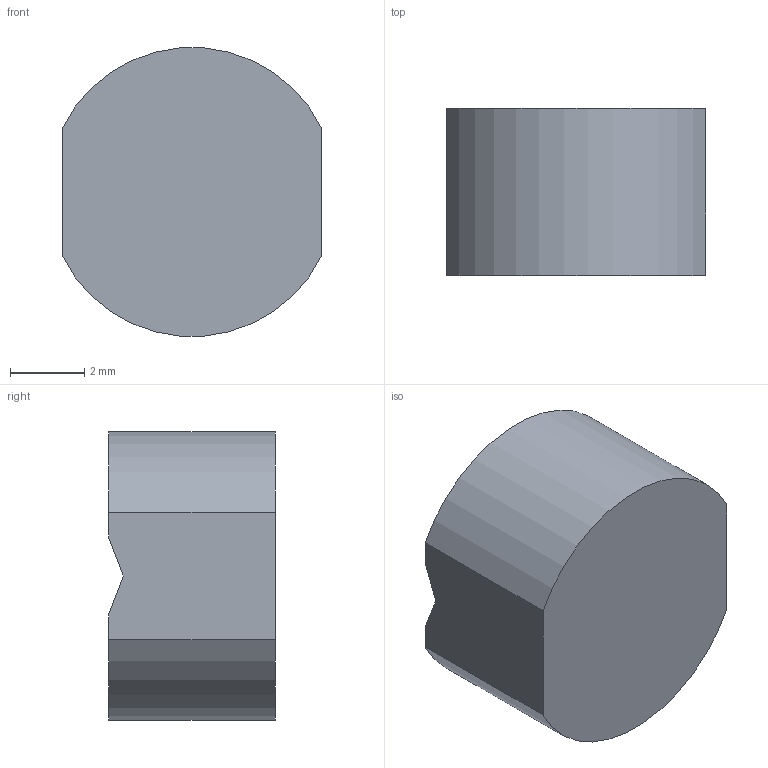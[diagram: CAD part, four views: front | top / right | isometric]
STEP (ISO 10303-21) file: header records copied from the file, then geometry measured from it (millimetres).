
FILE_DESCRIPTION((''),'2;1');
FILE_NAME('PM74SB','2012-08-14T',('ryans'),('Bourns, Inc.'),'PRO/ENGINEER BY PARAMETRIC TECHNOLOGY CORPORATION, 2010100','PRO/ENGINEER BY PARAMETRIC TECHNOLOGY CORPORATION, 2010100','');
FILE_SCHEMA(('CONFIG_CONTROL_DESIGN'));
Length unit declared in the file: millimetre
Products named in the file (1): PM74SB
Bounding box: 7 x 4.5 x 7.77 mm (x, y, z)
Volume: 203.8 mm3; surface area: 201.2 mm2
Topology: 1 solids, 1 shells, 9 faces, 21 edges, 14 vertices
Faces by surface type: plane 7, cylinder 2
Entity records: 297 total; most frequent: CARTESIAN_POINT 44, DIRECTION 43, ORIENTED_EDGE 42, EDGE_CURVE 21, VECTOR 17, LINE 17, VERTEX_POINT 14, AXIS2_PLACEMENT_3D 13
